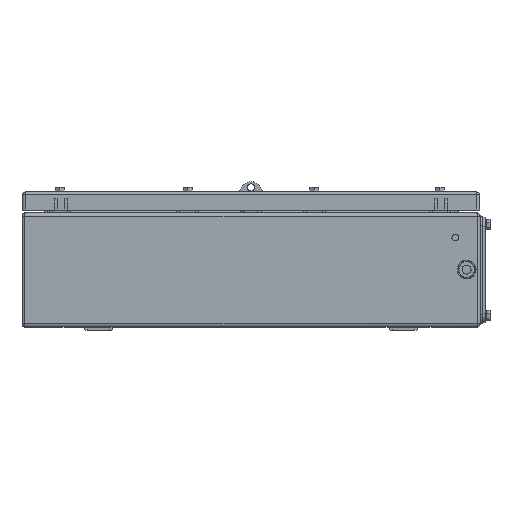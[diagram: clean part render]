
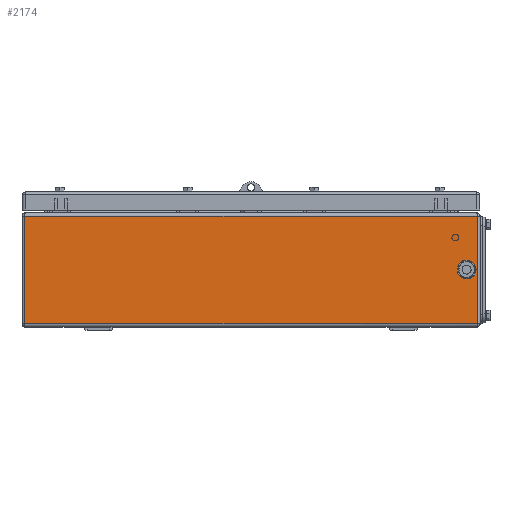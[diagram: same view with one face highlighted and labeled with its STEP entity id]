
A CAD part, left-side view. The second image highlights one B-rep face of the part: STEP entity #2174.
In plain terms, the highlighted planar face has unit normal (-1, 0, 0).
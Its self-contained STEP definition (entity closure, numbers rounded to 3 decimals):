
#2089=AXIS2_PLACEMENT_3D('Plane Axis2P3D',#2086,#2087,#2088) ;
#1426=CARTESIAN_POINT('Vertex',(25.5,14.,126.5)) ;
#1429=CARTESIAN_POINT('Line Origine',(25.5,14.,130.5)) ;
#1433=CARTESIAN_POINT('Vertex',(25.5,14.,7.5)) ;
#2086=CARTESIAN_POINT('Axis2P3D Location',(25.5,519.,130.5)) ;
#2091=CARTESIAN_POINT('Line Origine',(25.5,516.,67.)) ;
#2095=CARTESIAN_POINT('Vertex',(25.5,516.,126.5)) ;
#2097=CARTESIAN_POINT('Vertex',(25.5,516.,7.5)) ;
#2100=CARTESIAN_POINT('Line Origine',(25.5,265.,7.5)) ;
#2105=CARTESIAN_POINT('Line Origine',(25.5,265.,126.5)) ;
#2116=CARTESIAN_POINT('Line Origine',(25.5,31.15,67.5)) ;
#2120=CARTESIAN_POINT('Vertex',(25.5,31.15,72.46)) ;
#2122=CARTESIAN_POINT('Vertex',(25.5,31.15,62.54)) ;
#2126=CARTESIAN_POINT('Control Point',(25.5,20.85,72.46)) ;
#2127=CARTESIAN_POINT('Control Point',(25.5,21.304,72.932)) ;
#2128=CARTESIAN_POINT('Control Point',(25.5,21.813,73.351)) ;
#2129=CARTESIAN_POINT('Control Point',(25.5,22.367,73.711)) ;
#2130=CARTESIAN_POINT('Control Point',(25.5,23.549,74.296)) ;
#2131=CARTESIAN_POINT('Control Point',(25.5,24.832,74.6)) ;
#2132=CARTESIAN_POINT('Control Point',(25.5,25.488,74.677)) ;
#2133=CARTESIAN_POINT('Control Point',(25.5,26.806,74.68)) ;
#2134=CARTESIAN_POINT('Control Point',(25.5,28.091,74.385)) ;
#2135=CARTESIAN_POINT('Control Point',(25.5,28.714,74.164)) ;
#2136=CARTESIAN_POINT('Control Point',(25.5,29.609,73.725)) ;
#2137=CARTESIAN_POINT('Control Point',(25.5,30.411,73.142)) ;
#2138=CARTESIAN_POINT('Control Point',(25.5,30.671,72.929)) ;
#2139=CARTESIAN_POINT('Control Point',(25.5,30.918,72.701)) ;
#2140=CARTESIAN_POINT('Control Point',(25.5,31.15,72.46)) ;
#2141=CARTESIAN_POINT('Vertex',(25.5,20.85,72.46)) ;
#2144=CARTESIAN_POINT('Line Origine',(25.5,20.85,67.5)) ;
#2148=CARTESIAN_POINT('Vertex',(25.5,20.85,62.54)) ;
#2152=CARTESIAN_POINT('Control Point',(25.5,31.15,62.54)) ;
#2153=CARTESIAN_POINT('Control Point',(25.5,30.696,62.068)) ;
#2154=CARTESIAN_POINT('Control Point',(25.5,30.187,61.649)) ;
#2155=CARTESIAN_POINT('Control Point',(25.5,29.633,61.289)) ;
#2156=CARTESIAN_POINT('Control Point',(25.5,28.451,60.704)) ;
#2157=CARTESIAN_POINT('Control Point',(25.5,27.168,60.4)) ;
#2158=CARTESIAN_POINT('Control Point',(25.5,26.512,60.323)) ;
#2159=CARTESIAN_POINT('Control Point',(25.5,25.194,60.32)) ;
#2160=CARTESIAN_POINT('Control Point',(25.5,23.909,60.615)) ;
#2161=CARTESIAN_POINT('Control Point',(25.5,23.286,60.836)) ;
#2162=CARTESIAN_POINT('Control Point',(25.5,22.391,61.275)) ;
#2163=CARTESIAN_POINT('Control Point',(25.5,21.589,61.858)) ;
#2164=CARTESIAN_POINT('Control Point',(25.5,21.329,62.071)) ;
#2165=CARTESIAN_POINT('Control Point',(25.5,21.082,62.299)) ;
#2166=CARTESIAN_POINT('Control Point',(25.5,20.85,62.54)) ;
#1430=DIRECTION('Vector Direction',(0.,0.,-1.)) ;
#2087=DIRECTION('Axis2P3D Direction',(1.,0.,0.)) ;
#2088=DIRECTION('Axis2P3D XDirection',(0.,1.,0.)) ;
#2092=DIRECTION('Vector Direction',(0.,0.,-1.)) ;
#2101=DIRECTION('Vector Direction',(0.,-1.,0.)) ;
#2106=DIRECTION('Vector Direction',(0.,1.,0.)) ;
#2117=DIRECTION('Vector Direction',(0.,0.,-1.)) ;
#2145=DIRECTION('Vector Direction',(0.,0.,1.)) ;
#1431=VECTOR('Line Direction',#1430,1.) ;
#2093=VECTOR('Line Direction',#2092,1.) ;
#2102=VECTOR('Line Direction',#2101,1.) ;
#2107=VECTOR('Line Direction',#2106,1.) ;
#2118=VECTOR('Line Direction',#2117,1.) ;
#2146=VECTOR('Line Direction',#2145,1.) ;
#2111=ORIENTED_EDGE('',*,*,#2099,.T.) ;
#2112=ORIENTED_EDGE('',*,*,#2104,.T.) ;
#2113=ORIENTED_EDGE('',*,*,#1435,.T.) ;
#2114=ORIENTED_EDGE('',*,*,#2109,.T.) ;
#2169=ORIENTED_EDGE('',*,*,#2124,.F.) ;
#2170=ORIENTED_EDGE('',*,*,#2143,.F.) ;
#2171=ORIENTED_EDGE('',*,*,#2150,.F.) ;
#2172=ORIENTED_EDGE('',*,*,#2167,.F.) ;
#2173=FACE_BOUND('',#2168,.T.) ;
#2174=ADVANCED_FACE('Body',(#2115,#2173),#2090,.F.) ;
#2125=B_SPLINE_CURVE_WITH_KNOTS('',5,(#2126,#2127,#2128,#2129,#2130,#2131,#2132,#2133,#2134,#2135,#2136,#2137,#2138,#2139,#2140),.UNSPECIFIED.,.F.,.U.,(6,3,3,3,6),(0.,4.631,9.263,13.894,16.264),.UNSPECIFIED.) ;
#2151=B_SPLINE_CURVE_WITH_KNOTS('',5,(#2152,#2153,#2154,#2155,#2156,#2157,#2158,#2159,#2160,#2161,#2162,#2163,#2164,#2165,#2166),.UNSPECIFIED.,.F.,.U.,(6,3,3,3,6),(0.,4.631,9.263,13.894,16.264),.UNSPECIFIED.) ;
#1435=EDGE_CURVE('',#1434,#1427,#1432,.F.) ;
#2099=EDGE_CURVE('',#2096,#2098,#2094,.T.) ;
#2104=EDGE_CURVE('',#2098,#1434,#2103,.T.) ;
#2109=EDGE_CURVE('',#1427,#2096,#2108,.T.) ;
#2124=EDGE_CURVE('',#2121,#2123,#2119,.T.) ;
#2143=EDGE_CURVE('',#2142,#2121,#2125,.T.) ;
#2150=EDGE_CURVE('',#2149,#2142,#2147,.T.) ;
#2167=EDGE_CURVE('',#2123,#2149,#2151,.T.) ;
#2110=EDGE_LOOP('',(#2111,#2112,#2113,#2114)) ;
#2168=EDGE_LOOP('',(#2169,#2170,#2171,#2172)) ;
#2115=FACE_OUTER_BOUND('',#2110,.T.) ;
#1432=LINE('Line',#1429,#1431) ;
#2094=LINE('Line',#2091,#2093) ;
#2103=LINE('Line',#2100,#2102) ;
#2108=LINE('Line',#2105,#2107) ;
#2119=LINE('Line',#2116,#2118) ;
#2147=LINE('Line',#2144,#2146) ;
#2090=PLANE('',#2089) ;
#1427=VERTEX_POINT('',#1426) ;
#1434=VERTEX_POINT('',#1433) ;
#2096=VERTEX_POINT('',#2095) ;
#2098=VERTEX_POINT('',#2097) ;
#2121=VERTEX_POINT('',#2120) ;
#2123=VERTEX_POINT('',#2122) ;
#2142=VERTEX_POINT('',#2141) ;
#2149=VERTEX_POINT('',#2148) ;
